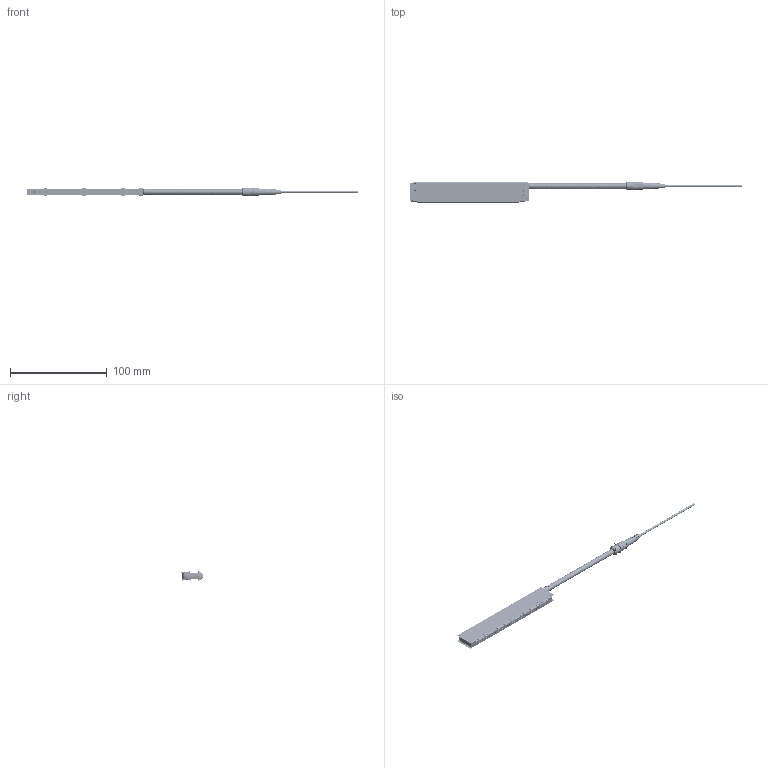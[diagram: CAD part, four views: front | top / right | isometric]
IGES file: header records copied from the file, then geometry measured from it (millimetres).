
Start section:  PTC IGES file: 199250.igs
Global section: file name: 199250.igs; native system: Creo Parametric by PTC Inc.; preprocessor: 2016260; author: pdmadmin; organization: Unknown; date: 20170330.141714; units: millimetre
Bounding box: 343.03 x 21.83 x 9.66 mm (x, y, z)
Volume: 12080.1 mm3; surface area: 104964.2 mm2
Topology: 9 solids, 9 shells, 5264 faces, 24923 edges, 29740 vertices
Faces by surface type: bspline 4638, revolution 624, extrusion 2
